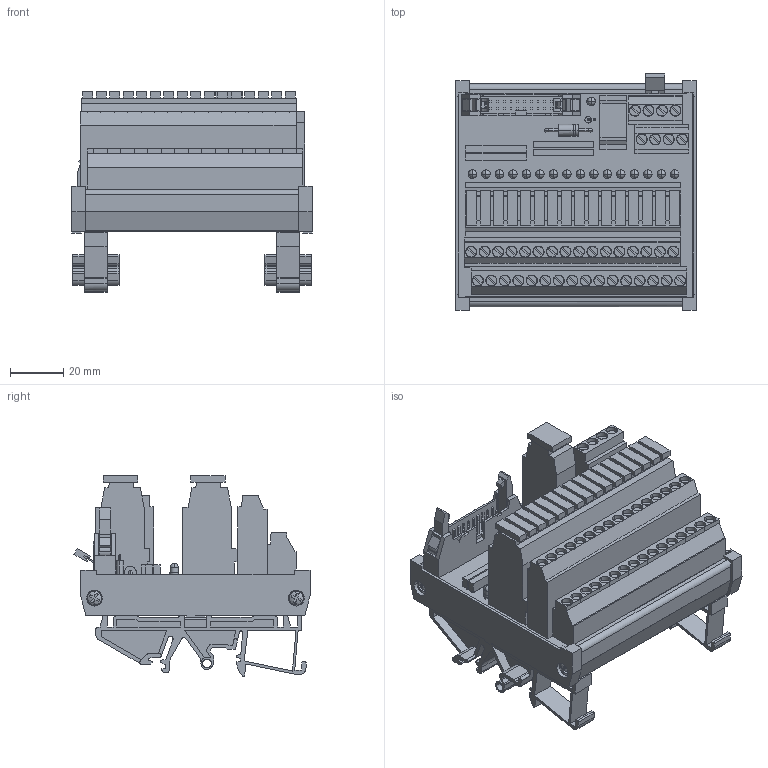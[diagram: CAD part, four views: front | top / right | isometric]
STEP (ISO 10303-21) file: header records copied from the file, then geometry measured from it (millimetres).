
FILE_DESCRIPTION(('CATIA V5R22 STEP214','CAx-IF Rec.Pracs.--- Model Styling and Organization---1.4--- 2014-01-23'),'2;1');
FILE_NAME ('034079-1_0', '2023-02-10T12:48:06+00:00', ('Weidmueller Interface'), ('Weidmueller'), 'CATIA Version 5-6 Release 2016 SP3 HF44', 'CATIA V5 STEP AP214', 'none');
FILE_SCHEMA(('AUTOMOTIVE_DESIGN { 1 0 10303 214 1 1 1 1 }'));
Products named in the file (1): 9445750000_RS 16IO 2W I-L H S
Bounding box: 90.5 x 88.94 x 75.55 mm (x, y, z)
Volume: 225464.5 mm3; surface area: 71933.3 mm2
Topology: 1 solids, 33 shells, 2270 faces, 6736 edges, 4590 vertices
Faces by surface type: plane 1512, cylinder 586, bspline 80, sphere 76, torus 16
Entity records: 85338 total; most frequent: CARTESIAN_POINT 24205, ORIENTED_EDGE 13288, DIRECTION 10086, EDGE_CURVE 6644, VERTEX_POINT 4566, VECTOR 4490, LINE 4490, AXIS2_PLACEMENT_3D 3409
